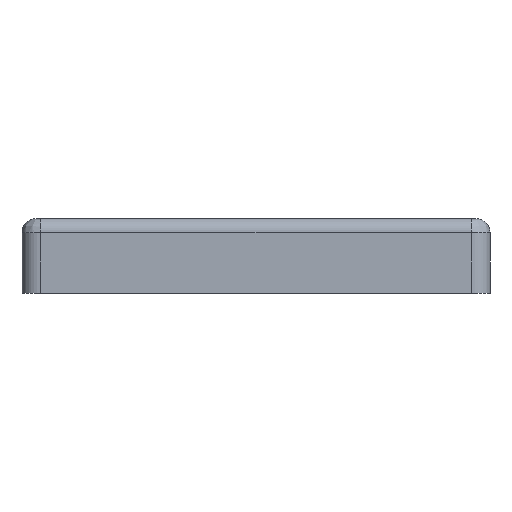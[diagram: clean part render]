
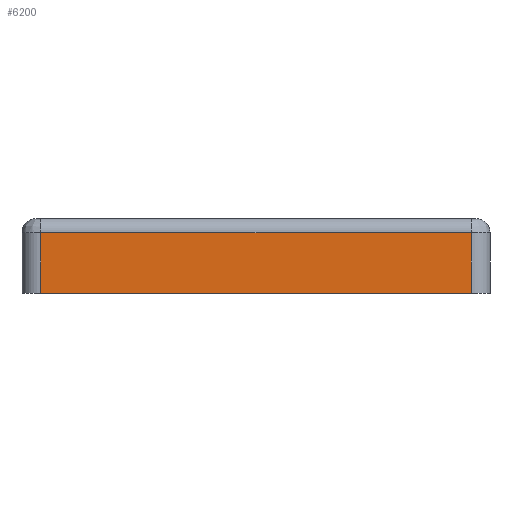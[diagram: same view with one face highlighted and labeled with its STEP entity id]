
A CAD part, front view. The second image highlights one B-rep face of the part: STEP entity #6200.
In plain terms, the highlighted planar face has unit normal (0, -1, 0).
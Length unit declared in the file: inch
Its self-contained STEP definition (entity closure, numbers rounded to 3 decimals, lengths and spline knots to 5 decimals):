
#356 = CARTESIAN_POINT ( 'NONE',  ( -1.81102, -1.9685, 0. ) ) ;
#496 = ORIENTED_EDGE ( 'NONE', *, *, #2375, .F. ) ;
#508 = VERTEX_POINT ( 'NONE', #8038 ) ;
#1266 = DIRECTION ( 'NONE',  ( -1., 0., 0. ) ) ;
#1454 = CARTESIAN_POINT ( 'NONE',  ( -1.9685, -1.9685, 0. ) ) ;
#2281 = VECTOR ( 'NONE', #6012, 39.37008 ) ;
#2375 = EDGE_CURVE ( 'NONE', #10585, #10298, #2831, .T. ) ;
#2831 = LINE ( 'NONE', #1454, #9131 ) ;
#2923 = EDGE_CURVE ( 'NONE', #8382, #508, #7854, .T. ) ;
#3356 = VECTOR ( 'NONE', #7333, 39.37008 ) ;
#3460 = EDGE_CURVE ( 'NONE', #10298, #8382, #6783, .T. ) ;
#5006 = FACE_OUTER_BOUND ( 'NONE', #5378, .T. ) ;
#5378 = EDGE_LOOP ( 'NONE', ( #8535, #9735, #496, #10897 ) ) ;
#5835 = CARTESIAN_POINT ( 'NONE',  ( -1.81102, -1.9685, 0.62992 ) ) ;
#6012 = DIRECTION ( 'NONE',  ( 0., 0., 1. ) ) ;
#6200 = ADVANCED_FACE ( 'NONE', ( #5006 ), #9575, .F. ) ;
#6761 = LINE ( 'NONE', #10912, #8782 ) ;
#6783 = LINE ( 'NONE', #5835, #2281 ) ;
#7008 = AXIS2_PLACEMENT_3D ( 'NONE', #9344, #9293, #9259 ) ;
#7333 = DIRECTION ( 'NONE',  ( 1., 0., 0. ) ) ;
#7552 = CARTESIAN_POINT ( 'NONE',  ( 1.81102, -1.9685, 0. ) ) ;
#7854 = LINE ( 'NONE', #9497, #3356 ) ;
#8038 = CARTESIAN_POINT ( 'NONE',  ( 1.81102, -1.9685, 0.51181 ) ) ;
#8058 = EDGE_CURVE ( 'NONE', #508, #10585, #6761, .T. ) ;
#8382 = VERTEX_POINT ( 'NONE', #9680 ) ;
#8535 = ORIENTED_EDGE ( 'NONE', *, *, #2923, .F. ) ;
#8782 = VECTOR ( 'NONE', #10922, 39.37008 ) ;
#9131 = VECTOR ( 'NONE', #1266, 39.37008 ) ;
#9259 = DIRECTION ( 'NONE',  ( 0., 0., 1. ) ) ;
#9293 = DIRECTION ( 'NONE',  ( 0., 1., 0. ) ) ;
#9344 = CARTESIAN_POINT ( 'NONE',  ( -1.9685, -1.9685, 0.62992 ) ) ;
#9497 = CARTESIAN_POINT ( 'NONE',  ( -1.9685, -1.9685, 0.51181 ) ) ;
#9575 = PLANE ( 'NONE',  #7008 ) ;
#9680 = CARTESIAN_POINT ( 'NONE',  ( -1.81102, -1.9685, 0.51181 ) ) ;
#9735 = ORIENTED_EDGE ( 'NONE', *, *, #3460, .F. ) ;
#10298 = VERTEX_POINT ( 'NONE', #356 ) ;
#10585 = VERTEX_POINT ( 'NONE', #7552 ) ;
#10897 = ORIENTED_EDGE ( 'NONE', *, *, #8058, .F. ) ;
#10912 = CARTESIAN_POINT ( 'NONE',  ( 1.81102, -1.9685, 0.62992 ) ) ;
#10922 = DIRECTION ( 'NONE',  ( 0., 0., -1. ) ) ;
